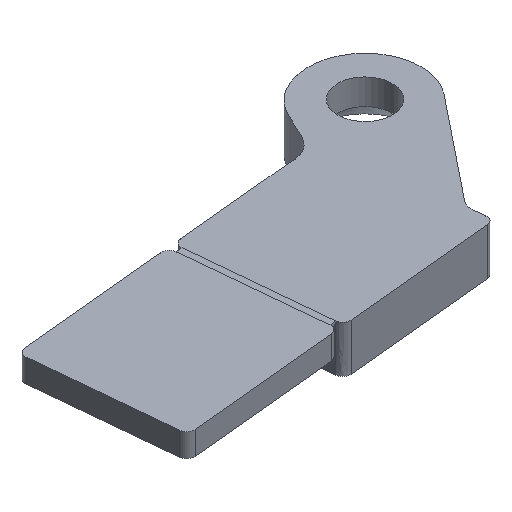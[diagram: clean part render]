
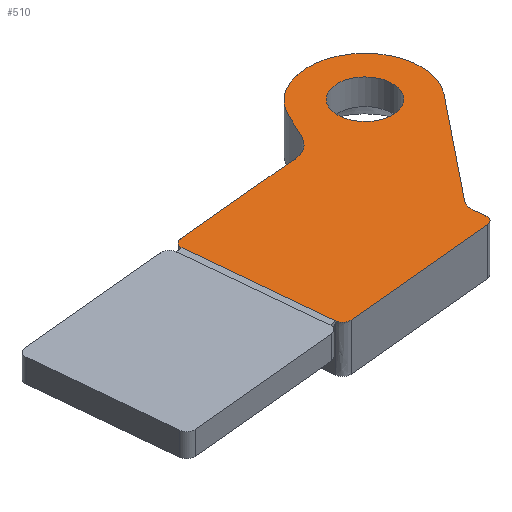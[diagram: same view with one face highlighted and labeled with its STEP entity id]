
A CAD part, isometric view. The second image highlights one B-rep face of the part: STEP entity #510.
In plain terms, the highlighted planar face has unit normal (0, 0, 1).
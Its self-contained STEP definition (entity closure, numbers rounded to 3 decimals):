
#58=B_SPLINE_CURVE_WITH_KNOTS('',3,(#793,#794,#795,#796),.UNSPECIFIED.,
 .F.,.F.,(4,4),(0.,1.),.PIECEWISE_BEZIER_KNOTS.);
#60=B_SPLINE_CURVE_WITH_KNOTS('',3,(#837,#838,#839,#840),.UNSPECIFIED.,
 .F.,.F.,(4,4),(0.,1.),.PIECEWISE_BEZIER_KNOTS.);
#62=CIRCLE('',#541,0.5);
#64=CIRCLE('',#544,0.5);
#66=CIRCLE('',#547,3.6);
#68=CIRCLE('',#550,0.5);
#71=CIRCLE('',#555,1.75);
#140=ORIENTED_EDGE('',*,*,#250,.T.);
#141=ORIENTED_EDGE('',*,*,#254,.T.);
#142=ORIENTED_EDGE('',*,*,#225,.T.);
#143=ORIENTED_EDGE('',*,*,#229,.T.);
#144=ORIENTED_EDGE('',*,*,#232,.T.);
#145=ORIENTED_EDGE('',*,*,#235,.T.);
#146=ORIENTED_EDGE('',*,*,#238,.T.);
#147=ORIENTED_EDGE('',*,*,#241,.T.);
#148=ORIENTED_EDGE('',*,*,#244,.T.);
#149=ORIENTED_EDGE('',*,*,#247,.T.);
#150=ORIENTED_EDGE('',*,*,#255,.T.);
#225=EDGE_CURVE('',#292,#293,#62,.T.);
#229=EDGE_CURVE('',#293,#295,#337,.T.);
#232=EDGE_CURVE('',#295,#297,#64,.T.);
#235=EDGE_CURVE('',#297,#299,#58,.T.);
#238=EDGE_CURVE('',#299,#301,#342,.T.);
#241=EDGE_CURVE('',#301,#303,#66,.T.);
#244=EDGE_CURVE('',#303,#305,#60,.T.);
#247=EDGE_CURVE('',#305,#307,#347,.T.);
#250=EDGE_CURVE('',#307,#309,#68,.T.);
#254=EDGE_CURVE('',#309,#292,#351,.T.);
#255=EDGE_CURVE('',#311,#311,#71,.F.);
#292=VERTEX_POINT('',#760);
#293=VERTEX_POINT('',#761);
#295=VERTEX_POINT('',#768);
#297=VERTEX_POINT('',#781);
#299=VERTEX_POINT('',#797);
#301=VERTEX_POINT('',#806);
#303=VERTEX_POINT('',#825);
#305=VERTEX_POINT('',#841);
#307=VERTEX_POINT('',#850);
#309=VERTEX_POINT('',#863);
#311=VERTEX_POINT('',#872);
#337=LINE('',#767,#381);
#342=LINE('',#805,#386);
#347=LINE('',#849,#391);
#351=LINE('',#870,#395);
#381=VECTOR('',#613,1000.);
#386=VECTOR('',#624,1000.);
#391=VECTOR('',#635,1000.);
#395=VECTOR('',#649,1000.);
#431=EDGE_LOOP('',(#140,#141,#142,#143,#144,#145,#146,#147,#148,#149));
#432=EDGE_LOOP('',(#150));
#463=FACE_BOUND('',#431,.T.);
#464=FACE_BOUND('',#432,.T.);
#488=PLANE('',#554);
#510=ADVANCED_FACE('',(#463,#464),#488,.T.);
#541=AXIS2_PLACEMENT_3D('',#759,#605,#606);
#544=AXIS2_PLACEMENT_3D('',#780,#616,#617);
#547=AXIS2_PLACEMENT_3D('',#824,#627,#628);
#550=AXIS2_PLACEMENT_3D('',#862,#638,#639);
#554=AXIS2_PLACEMENT_3D('',#869,#647,#648);
#555=AXIS2_PLACEMENT_3D('',#871,#650,#651);
#605=DIRECTION('',(0.,0.,1.));
#606=DIRECTION('',(-0.995,-0.096,0.));
#613=DIRECTION('',(0.995,0.096,0.));
#616=DIRECTION('',(0.,0.,1.));
#617=DIRECTION('',(-0.995,-0.096,0.));
#624=DIRECTION('',(0.625,0.781,0.));
#627=DIRECTION('',(0.,0.,1.));
#628=DIRECTION('',(0.995,0.096,0.));
#635=DIRECTION('',(-0.995,-0.096,0.));
#638=DIRECTION('',(0.,0.,1.));
#639=DIRECTION('',(-0.995,-0.096,0.));
#647=DIRECTION('',(0.,0.,1.));
#648=DIRECTION('',(0.995,0.096,0.));
#649=DIRECTION('',(0.096,-0.995,0.));
#650=DIRECTION('',(0.,0.,1.));
#651=DIRECTION('',(0.995,0.096,0.));
#759=CARTESIAN_POINT('',(28.213,-80.602,35.35));
#760=CARTESIAN_POINT('',(27.715,-80.65,35.35));
#761=CARTESIAN_POINT('',(28.261,-81.1,35.35));
#767=CARTESIAN_POINT('',(28.261,-81.1,35.35));
#768=CARTESIAN_POINT('',(37.916,-80.17,35.35));
#780=CARTESIAN_POINT('',(37.868,-79.672,35.35));
#781=CARTESIAN_POINT('',(38.366,-79.624,35.35));
#793=CARTESIAN_POINT('',(38.366,-79.624,35.35));
#794=CARTESIAN_POINT('',(38.311,-79.052,35.35));
#795=CARTESIAN_POINT('',(38.071,-78.659,35.35));
#796=CARTESIAN_POINT('',(38.565,-78.04,35.35));
#797=CARTESIAN_POINT('',(38.565,-78.04,35.35));
#805=CARTESIAN_POINT('',(38.565,-78.04,35.35));
#806=CARTESIAN_POINT('',(43.751,-71.557,35.35));
#824=CARTESIAN_POINT('',(40.939,-69.309,35.35));
#825=CARTESIAN_POINT('',(40.166,-65.793,35.35));
#837=CARTESIAN_POINT('',(40.166,-65.793,35.35));
#838=CARTESIAN_POINT('',(36.627,-66.571,35.35));
#839=CARTESIAN_POINT('',(37.775,-70.137,35.35));
#840=CARTESIAN_POINT('',(35.413,-70.365,35.35));
#841=CARTESIAN_POINT('',(35.413,-70.365,35.35));
#849=CARTESIAN_POINT('',(35.413,-70.365,35.35));
#850=CARTESIAN_POINT('',(27.303,-71.146,35.35));
#862=CARTESIAN_POINT('',(27.35,-71.643,35.35));
#863=CARTESIAN_POINT('',(26.853,-71.691,35.35));
#869=CARTESIAN_POINT('',(28.213,-80.602,35.35));
#870=CARTESIAN_POINT('',(26.853,-71.691,35.35));
#871=CARTESIAN_POINT('',(40.939,-69.309,35.35));
#872=CARTESIAN_POINT('',(42.681,-69.141,35.35));
